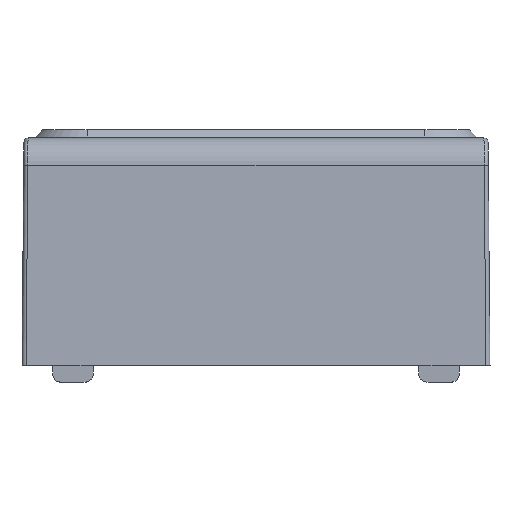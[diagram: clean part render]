
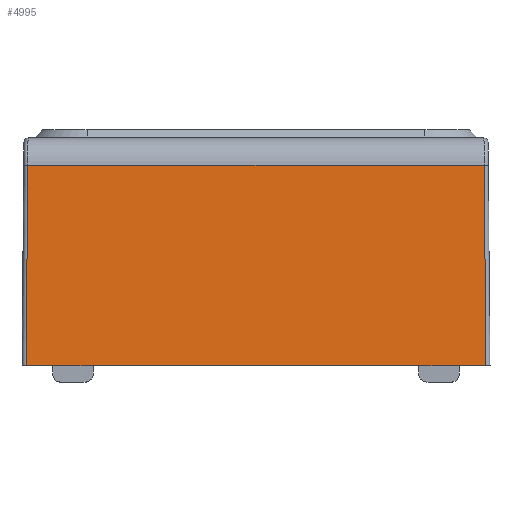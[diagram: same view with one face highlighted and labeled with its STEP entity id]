
A CAD part, top view. The second image highlights one B-rep face of the part: STEP entity #4995.
In plain terms, the highlighted planar face has unit normal (0, 0.035, 0.999).
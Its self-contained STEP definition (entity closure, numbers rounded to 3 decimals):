
#158 = CARTESIAN_POINT ( 'NONE',  ( 57.5, 49.244, 24.236 ) ) ;
#199 = CARTESIAN_POINT ( 'NONE',  ( -56.071, 49.236, 24.236 ) ) ;
#211 = CARTESIAN_POINT ( 'NONE',  ( 40., 0., 25.956 ) ) ;
#221 = AXIS2_PLACEMENT_3D ( 'NONE', #6472, #1474, #5421 ) ;
#249 = EDGE_CURVE ( 'NONE', #2476, #1751, #2350, .T. ) ;
#480 = CARTESIAN_POINT ( 'NONE',  ( 56.5, 0., 25.956 ) ) ;
#589 = DIRECTION ( 'NONE',  ( -1., 0., 0. ) ) ;
#843 = CARTESIAN_POINT ( 'NONE',  ( -50., 0., 25.956 ) ) ;
#856 = VERTEX_POINT ( 'NONE', #480 ) ;
#958 = EDGE_LOOP ( 'NONE', ( #4505, #3245, #2032, #7252, #5406, #4021, #2058, #4663 ) ) ;
#1227 = LINE ( 'NONE', #199, #4232 ) ;
#1412 = LINE ( 'NONE', #158, #5724 ) ;
#1474 = DIRECTION ( 'NONE',  ( 0., 0.035, 0.999 ) ) ;
#1725 = VERTEX_POINT ( 'NONE', #3007 ) ;
#1751 = VERTEX_POINT ( 'NONE', #5449 ) ;
#1889 = LINE ( 'NONE', #2309, #3375 ) ;
#1946 = CARTESIAN_POINT ( 'NONE',  ( -56.5, 0., 25.956 ) ) ;
#2032 = ORIENTED_EDGE ( 'NONE', *, *, #2683, .T. ) ;
#2058 = ORIENTED_EDGE ( 'NONE', *, *, #3706, .F. ) ;
#2106 = LINE ( 'NONE', #5150, #6387 ) ;
#2115 = LINE ( 'NONE', #5641, #4945 ) ;
#2309 = CARTESIAN_POINT ( 'NONE',  ( -57.5, 0., 25.956 ) ) ;
#2350 = LINE ( 'NONE', #2773, #3845 ) ;
#2386 = DIRECTION ( 'NONE',  ( -0.009, 0.999, -0.035 ) ) ;
#2408 = VERTEX_POINT ( 'NONE', #6506 ) ;
#2476 = VERTEX_POINT ( 'NONE', #843 ) ;
#2683 = EDGE_CURVE ( 'NONE', #6743, #1725, #1412, .T. ) ;
#2702 = EDGE_CURVE ( 'NONE', #3791, #1725, #1227, .T. ) ;
#2773 = CARTESIAN_POINT ( 'NONE',  ( -40., 0., 25.956 ) ) ;
#3007 = CARTESIAN_POINT ( 'NONE',  ( -56.071, 49.244, 24.236 ) ) ;
#3099 = EDGE_CURVE ( 'NONE', #856, #2408, #2115, .T. ) ;
#3151 = EDGE_CURVE ( 'NONE', #2408, #6948, #6218, .T. ) ;
#3245 = ORIENTED_EDGE ( 'NONE', *, *, #3965, .T. ) ;
#3375 = VECTOR ( 'NONE', #3431, 1000. ) ;
#3431 = DIRECTION ( 'NONE',  ( 1., 0., 0. ) ) ;
#3547 = DIRECTION ( 'NONE',  ( -1., 0., 0. ) ) ;
#3678 = LINE ( 'NONE', #6870, #6478 ) ;
#3706 = EDGE_CURVE ( 'NONE', #6948, #1751, #2106, .T. ) ;
#3791 = VERTEX_POINT ( 'NONE', #1946 ) ;
#3845 = VECTOR ( 'NONE', #6455, 1000. ) ;
#3965 = EDGE_CURVE ( 'NONE', #856, #6743, #3678, .T. ) ;
#4021 = ORIENTED_EDGE ( 'NONE', *, *, #249, .T. ) ;
#4133 = DIRECTION ( 'NONE',  ( 0.009, 0.999, -0.035 ) ) ;
#4232 = VECTOR ( 'NONE', #4133, 1000. ) ;
#4505 = ORIENTED_EDGE ( 'NONE', *, *, #3099, .F. ) ;
#4578 = VECTOR ( 'NONE', #589, 1000. ) ;
#4663 = ORIENTED_EDGE ( 'NONE', *, *, #3151, .F. ) ;
#4945 = VECTOR ( 'NONE', #6180, 1000. ) ;
#4995 = ADVANCED_FACE ( 'NONE', ( #6549 ), #6498, .T. ) ;
#5061 = CARTESIAN_POINT ( 'NONE',  ( 56.071, 49.244, 24.236 ) ) ;
#5150 = CARTESIAN_POINT ( 'NONE',  ( 57.5, 0., 25.956 ) ) ;
#5406 = ORIENTED_EDGE ( 'NONE', *, *, #6415, .T. ) ;
#5421 = DIRECTION ( 'NONE',  ( 0., -0.999, 0.035 ) ) ;
#5449 = CARTESIAN_POINT ( 'NONE',  ( -40., 0., 25.956 ) ) ;
#5641 = CARTESIAN_POINT ( 'NONE',  ( 57.5, 0., 25.956 ) ) ;
#5724 = VECTOR ( 'NONE', #3547, 1000. ) ;
#5726 = DIRECTION ( 'NONE',  ( -1., 0., 0. ) ) ;
#6180 = DIRECTION ( 'NONE',  ( -1., 0., 0. ) ) ;
#6199 = CARTESIAN_POINT ( 'NONE',  ( 40., 0., 25.956 ) ) ;
#6218 = LINE ( 'NONE', #6199, #4578 ) ;
#6387 = VECTOR ( 'NONE', #5726, 1000. ) ;
#6415 = EDGE_CURVE ( 'NONE', #3791, #2476, #1889, .T. ) ;
#6455 = DIRECTION ( 'NONE',  ( 1., 0., 0. ) ) ;
#6472 = CARTESIAN_POINT ( 'NONE',  ( 57.5, 56., 24. ) ) ;
#6478 = VECTOR ( 'NONE', #2386, 1000. ) ;
#6498 = PLANE ( 'NONE',  #221 ) ;
#6506 = CARTESIAN_POINT ( 'NONE',  ( 50., 0., 25.956 ) ) ;
#6549 = FACE_OUTER_BOUND ( 'NONE', #958, .T. ) ;
#6743 = VERTEX_POINT ( 'NONE', #5061 ) ;
#6870 = CARTESIAN_POINT ( 'NONE',  ( 56.071, 49.236, 24.236 ) ) ;
#6948 = VERTEX_POINT ( 'NONE', #211 ) ;
#7252 = ORIENTED_EDGE ( 'NONE', *, *, #2702, .F. ) ;
